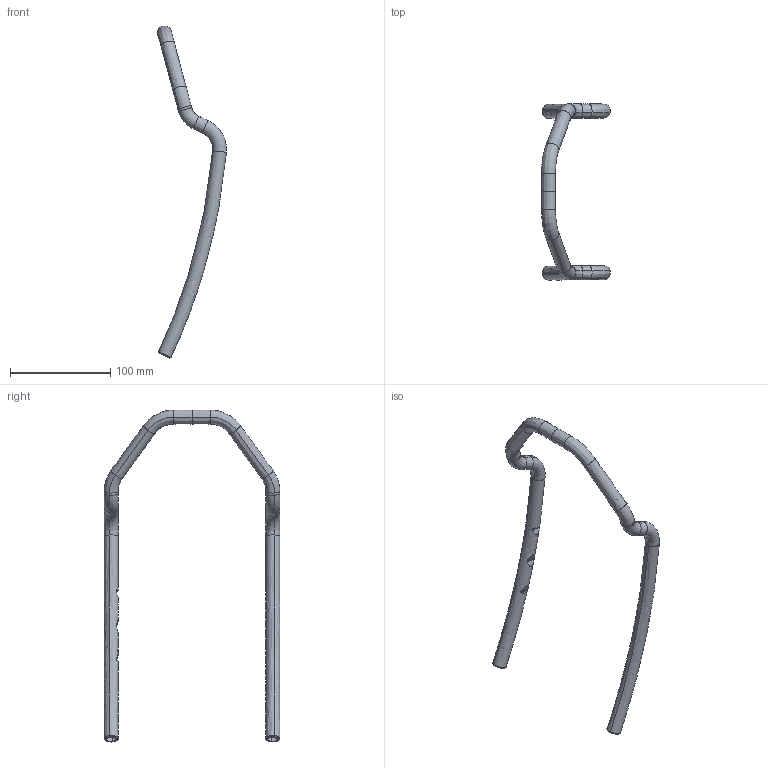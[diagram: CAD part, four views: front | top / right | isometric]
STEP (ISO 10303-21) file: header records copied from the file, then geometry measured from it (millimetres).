
FILE_DESCRIPTION(('FreeCAD Model'),'2;1');
FILE_NAME('headrest_structure.step', '2019-07-07T18:25:51',('Author'),(''), 'Open CASCADE STEP processor 7.3','FreeCAD','Unknown');
FILE_SCHEMA(('AUTOMOTIVE_DESIGN { 1 0 10303 214 1 1 1 1 }'));
Length unit declared in the file: millimetre
Products named in the file (1): SOLID
Bounding box: 68.65 x 175.22 x 331.1 mm (x, y, z)
Volume: 59186 mm3; surface area: 59532.1 mm2
Topology: 1 solids, 1 shells, 103 faces, 212 edges, 112 vertices
Faces by surface type: bspline 84, plane 13, extrusion 6
Entity records: 14013 total; most frequent: CARTESIAN_POINT 10478, ORIENTED_EDGE 424, PCURVE 424, DEFINITIONAL_REPRESENTATION 424, DIRECTION 360, VECTOR 332, LINE 326, B_SPLINE_CURVE_WITH_KNOTS 284
